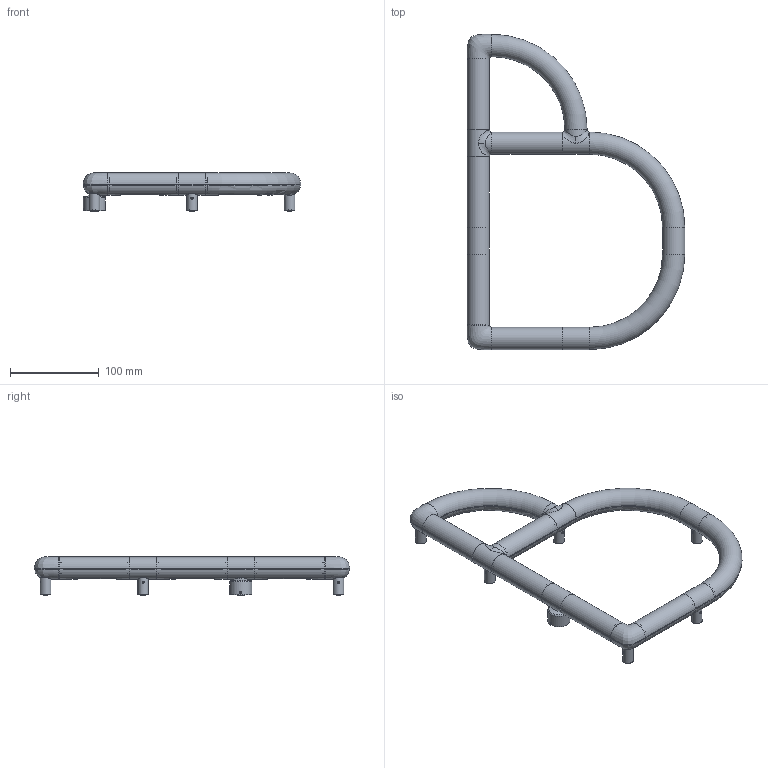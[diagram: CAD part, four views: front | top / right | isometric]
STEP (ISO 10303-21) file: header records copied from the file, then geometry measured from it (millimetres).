
FILE_DESCRIPTION(/* description */ (''),/* implementation_level */ '2;1');
FILE_NAME(/* name */ '1215B00_--A.O.L. L.M. LETTERA B.stp',/* time_stamp */ '2023-07-25T17:16:43+02:00',/* author */ (''),/* organization */ (''),/* preprocessor_version */ 'ST-DEVELOPER v19.3',/* originating_system */ 'SIEMENS PLM Software NX2212.5000',/* authorisation */ '');
FILE_SCHEMA (('AUTOMOTIVE_DESIGN { 1 0 10303 214 3 1 1 1 }'));
Length unit declared in the file: millimetre
Products named in the file (1): -_objects
Bounding box: 244.83 x 354.7 x 43 mm (x, y, z)
Volume: 237180 mm3; surface area: 206538 mm2
Topology: 44 solids, 44 shells, 3019 faces, 7937 edges, 5133 vertices
Faces by surface type: plane 1082, cylinder 634, cone 540, bspline 472, torus 291
Full cylindrical faces by diameter (mm): 1.5 x32, 2 x3, 2.05 x8, 2.125 x16, 2.7 x16, 3.2 x6, 4 x1, 4.1 x6, 5.3 x6, 6.8 x6, 7.6 x6, 8.4 x1, 9 x6, 10 x1, 12 x8, 17.6 x1, 19.4 x1, 21.6 x2, 22 x1, 25 x1
Entity records: 145279 total; most frequent: CARTESIAN_POINT 73295, ORIENTED_EDGE 15132, DIRECTION 14628, EDGE_CURVE 7566, AXIS2_PLACEMENT_3D 5700, VERTEX_POINT 5011, EDGE_LOOP 3514, LINE 3228
